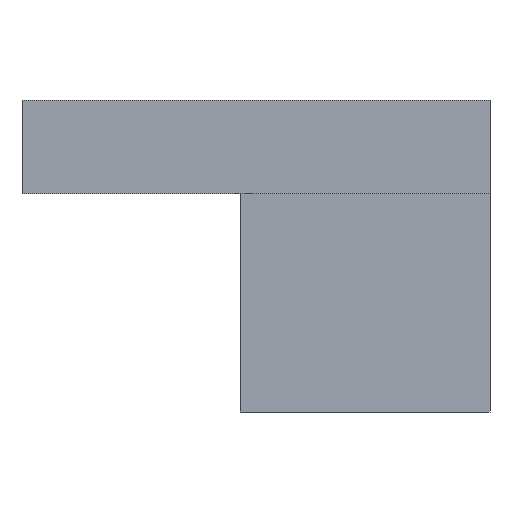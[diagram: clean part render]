
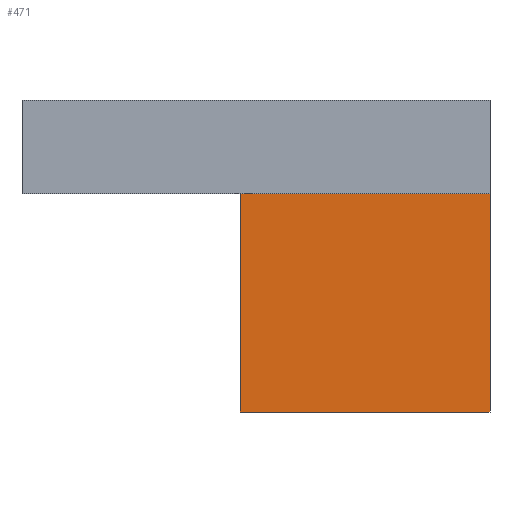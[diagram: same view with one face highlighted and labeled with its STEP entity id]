
A CAD part, front view. The second image highlights one B-rep face of the part: STEP entity #471.
In plain terms, the highlighted planar face has unit normal (0, -1, 0).
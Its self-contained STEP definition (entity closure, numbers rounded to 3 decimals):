
#127 = VERTEX_POINT('',#128);
#128 = CARTESIAN_POINT('',(7.5,-31.1,0.));
#134 = EDGE_CURVE('',#127,#135,#137,.T.);
#135 = VERTEX_POINT('',#136);
#136 = CARTESIAN_POINT('',(-0.5,-31.1,0.));
#137 = LINE('',#138,#139);
#138 = CARTESIAN_POINT('',(7.5,-31.1,0.));
#139 = VECTOR('',#140,1.);
#140 = DIRECTION('',(-1.,-0.,-0.));
#299 = EDGE_CURVE('',#127,#300,#302,.T.);
#300 = VERTEX_POINT('',#301);
#301 = CARTESIAN_POINT('',(7.5,-31.1,-7.));
#302 = LINE('',#303,#304);
#303 = CARTESIAN_POINT('',(7.5,-31.1,0.));
#304 = VECTOR('',#305,1.);
#305 = DIRECTION('',(0.,0.,-1.));
#471 = ADVANCED_FACE('',(#472),#490,.T.);
#472 = FACE_BOUND('',#473,.T.);
#473 = EDGE_LOOP('',(#474,#475,#483,#489));
#474 = ORIENTED_EDGE('',*,*,#134,.T.);
#475 = ORIENTED_EDGE('',*,*,#476,.T.);
#476 = EDGE_CURVE('',#135,#477,#479,.T.);
#477 = VERTEX_POINT('',#478);
#478 = CARTESIAN_POINT('',(-0.5,-31.1,-7.));
#479 = LINE('',#480,#481);
#480 = CARTESIAN_POINT('',(-0.5,-31.1,0.));
#481 = VECTOR('',#482,1.);
#482 = DIRECTION('',(0.,0.,-1.));
#483 = ORIENTED_EDGE('',*,*,#484,.F.);
#484 = EDGE_CURVE('',#300,#477,#485,.T.);
#485 = LINE('',#486,#487);
#486 = CARTESIAN_POINT('',(7.5,-31.1,-7.));
#487 = VECTOR('',#488,1.);
#488 = DIRECTION('',(-1.,-0.,-0.));
#489 = ORIENTED_EDGE('',*,*,#299,.F.);
#490 = PLANE('',#491);
#491 = AXIS2_PLACEMENT_3D('',#492,#493,#494);
#492 = CARTESIAN_POINT('',(7.5,-31.1,0.));
#493 = DIRECTION('',(0.,-1.,0.));
#494 = DIRECTION('',(0.,0.,-1.));
